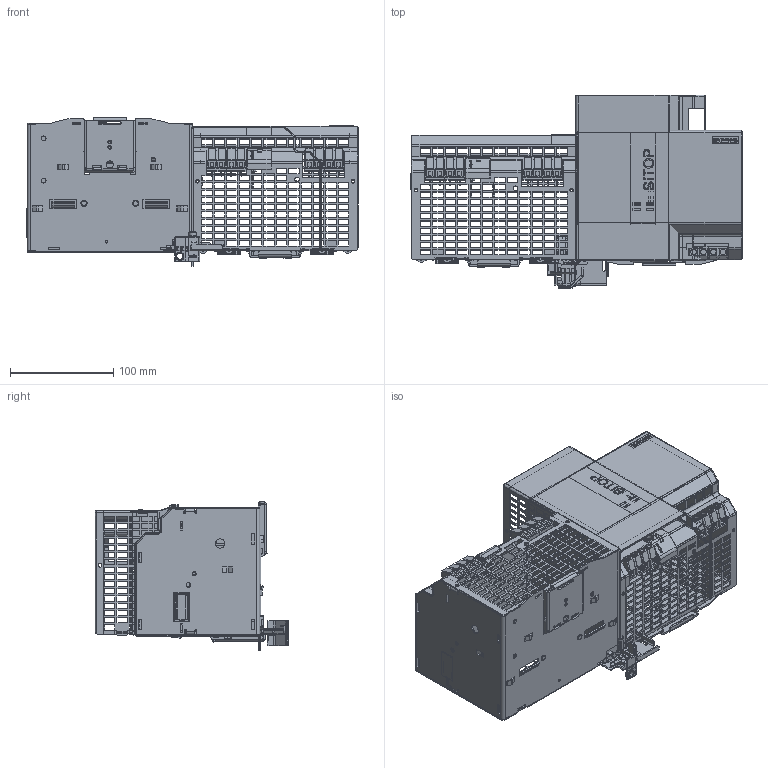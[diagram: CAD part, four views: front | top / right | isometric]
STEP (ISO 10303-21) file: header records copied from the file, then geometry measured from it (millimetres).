
FILE_DESCRIPTION( ( 'Unknown' ), '1' );
FILE_NAME( '6ep1436-3ba00_001_stp.stp', 'Unknown', ( 'Rumpler' ), ( 'Unknown' ), 'PSStep 10.0', 'Unknown', ' ' );
FILE_SCHEMA( ( 'AUTOMOTIVE_DESIGN { 1 0 10303 214 1 1 1 1 }' ) );
Length unit declared in the file: millimetre
Products named in the file (16): C98130-A7538-A001-01-0006; Assem1; Schieber-A7538-B1-kpl; C98130-A7538-C011-01; Blattfeder; kombifeder2; C98130-A7538-C002; C98130-A7538-C001; Klemme_Raster9,52; C98130-A7538-C13-51; Potiachse_52; C98130-A7538-C12-53; Folie_24breit; LOGO2_0
Bounding box: 321.1 x 187.06 x 143.75 mm (x, y, z)
Volume: 370730.1 mm3; surface area: 637489.5 mm2
Topology: 44 solids, 44 shells, 8390 faces, 23971 edges, 15722 vertices
Faces by surface type: plane 6763, cylinder 1089, extrusion 316, torus 126, sphere 48, cone 36, bspline 12
Full cylindrical faces by diameter (mm): 1 x18, 2.5 x16, 2.6 x6, 2.7 x21, 2.9 x3, 3.5 x35, 4 x6, 4.5 x15, 4.6 x6, 5.5 x18, 7 x7, 9 x3
Entity records: 95784 total; most frequent: CARTESIAN_POINT 17720, ORIENTED_EDGE 15232, DIRECTION 13320, EDGE_CURVE 7616, VECTOR 6740, LINE 6614, VERTEX_POINT 5041, EDGE_LOOP 3557
